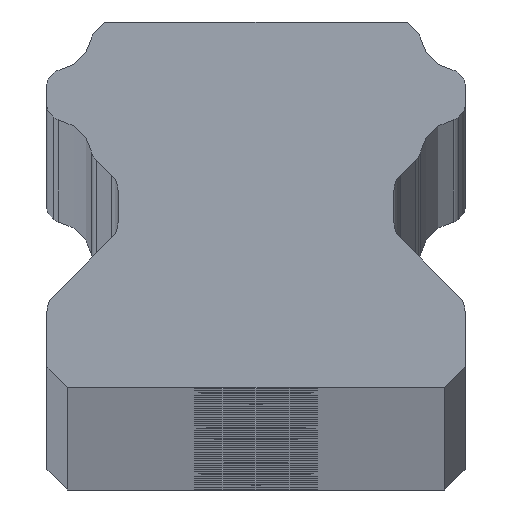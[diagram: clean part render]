
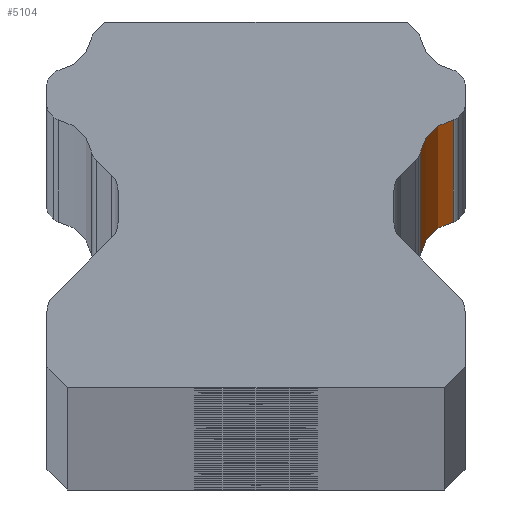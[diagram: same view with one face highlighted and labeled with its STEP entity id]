
A CAD part, top view. The second image highlights one B-rep face of the part: STEP entity #5104.
In plain terms, the highlighted cylindrical face has radius 2 mm (diameter 4 mm), a partial arc.
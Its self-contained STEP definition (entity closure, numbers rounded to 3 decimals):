
#241 = CARTESIAN_POINT ( 'NONE',  ( 9.432, -1.182, 1400. ) ) ;
#361 = ORIENTED_EDGE ( 'NONE', *, *, #4672, .T. ) ;
#534 = AXIS2_PLACEMENT_3D ( 'NONE', #535, #1897, #6594 ) ;
#535 = CARTESIAN_POINT ( 'NONE',  ( 9.811, -3.146, 1400. ) ) ;
#617 = DIRECTION ( 'NONE',  ( 0., 0., -1. ) ) ;
#805 = CIRCLE ( 'NONE', #2493, 2. ) ;
#840 = EDGE_CURVE ( 'NONE', #6634, #4161, #7317, .T. ) ;
#1419 = CYLINDRICAL_SURFACE ( 'NONE', #534, 2. ) ;
#1669 = CARTESIAN_POINT ( 'NONE',  ( 9.432, -1.182, -1400. ) ) ;
#1897 = DIRECTION ( 'NONE',  ( 0., 0., -1. ) ) ;
#1943 = ORIENTED_EDGE ( 'NONE', *, *, #4584, .F. ) ;
#2068 = CARTESIAN_POINT ( 'NONE',  ( 7.847, -2.767, 1400. ) ) ;
#2357 = LINE ( 'NONE', #8714, #5333 ) ;
#2397 = EDGE_LOOP ( 'NONE', ( #4329, #1943, #8324, #361 ) ) ;
#2493 = AXIS2_PLACEMENT_3D ( 'NONE', #5292, #7315, #3815 ) ;
#3207 = DIRECTION ( 'NONE',  ( -1., 0., 0. ) ) ;
#3466 = CARTESIAN_POINT ( 'NONE',  ( 7.847, -2.767, -1400. ) ) ;
#3647 = DIRECTION ( 'NONE',  ( 0., 0., -1. ) ) ;
#3815 = DIRECTION ( 'NONE',  ( -1., 0., 0. ) ) ;
#3828 = VECTOR ( 'NONE', #3647, 1000. ) ;
#3892 = CARTESIAN_POINT ( 'NONE',  ( 9.811, -3.146, 1400. ) ) ;
#4076 = EDGE_CURVE ( 'NONE', #8165, #6679, #805, .T. ) ;
#4161 = VERTEX_POINT ( 'NONE', #241 ) ;
#4329 = ORIENTED_EDGE ( 'NONE', *, *, #4076, .T. ) ;
#4465 = LINE ( 'NONE', #6206, #3828 ) ;
#4584 = EDGE_CURVE ( 'NONE', #4161, #6679, #2357, .T. ) ;
#4671 = FACE_OUTER_BOUND ( 'NONE', #2397, .T. ) ;
#4672 = EDGE_CURVE ( 'NONE', #6634, #8165, #4465, .T. ) ;
#5104 = ADVANCED_FACE ( 'NONE', ( #4671 ), #1419, .F. ) ;
#5292 = CARTESIAN_POINT ( 'NONE',  ( 9.811, -3.146, -1400. ) ) ;
#5333 = VECTOR ( 'NONE', #617, 1000. ) ;
#6206 = CARTESIAN_POINT ( 'NONE',  ( 7.847, -2.767, 1400. ) ) ;
#6594 = DIRECTION ( 'NONE',  ( -1., 0., 0. ) ) ;
#6634 = VERTEX_POINT ( 'NONE', #2068 ) ;
#6679 = VERTEX_POINT ( 'NONE', #1669 ) ;
#7315 = DIRECTION ( 'NONE',  ( 0., 0., -1. ) ) ;
#7317 = CIRCLE ( 'NONE', #8277, 2. ) ;
#8165 = VERTEX_POINT ( 'NONE', #3466 ) ;
#8277 = AXIS2_PLACEMENT_3D ( 'NONE', #3892, #8657, #3207 ) ;
#8324 = ORIENTED_EDGE ( 'NONE', *, *, #840, .F. ) ;
#8657 = DIRECTION ( 'NONE',  ( 0., 0., -1. ) ) ;
#8714 = CARTESIAN_POINT ( 'NONE',  ( 9.432, -1.182, 1400. ) ) ;
